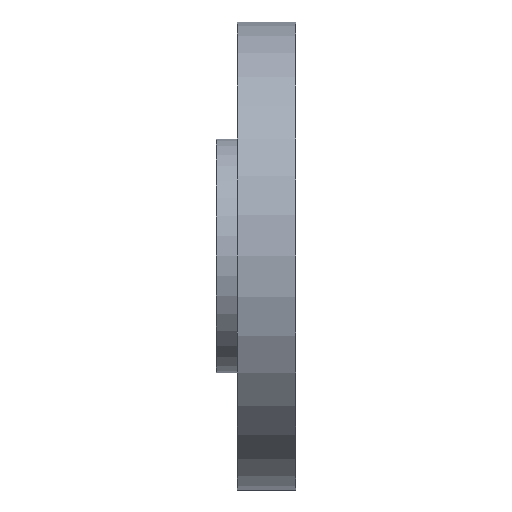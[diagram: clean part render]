
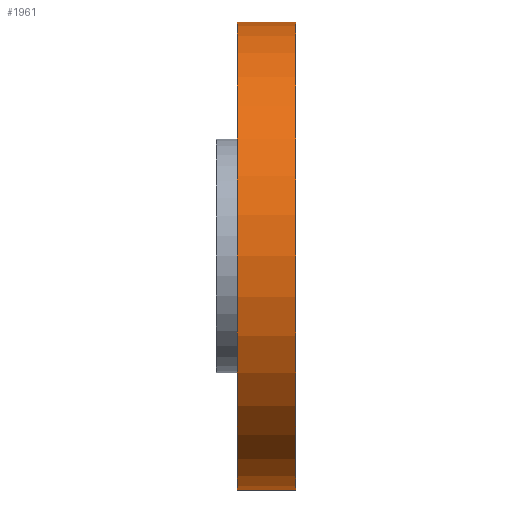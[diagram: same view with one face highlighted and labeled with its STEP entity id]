
A CAD part, left-side view. The second image highlights one B-rep face of the part: STEP entity #1961.
In plain terms, the highlighted cylindrical face has radius 12.696 mm (diameter 25.392 mm), a partial arc.
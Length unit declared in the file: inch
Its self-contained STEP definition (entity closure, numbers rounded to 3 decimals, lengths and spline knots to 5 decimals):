
#67 = VERTEX_POINT ( 'NONE', #239 ) ;
#181 = VECTOR ( 'NONE', #741, 39.37008 ) ;
#239 = CARTESIAN_POINT ( 'NONE',  ( 0., 0.125, 0.49985 ) ) ;
#273 = EDGE_LOOP ( 'NONE', ( #1044, #793, #331, #1514 ) ) ;
#331 = ORIENTED_EDGE ( 'NONE', *, *, #1689, .T. ) ;
#466 = VERTEX_POINT ( 'NONE', #1550 ) ;
#667 = DIRECTION ( 'NONE',  ( 0., 0., 1. ) ) ;
#729 = LINE ( 'NONE', #1905, #181 ) ;
#741 = DIRECTION ( 'NONE',  ( 0., -1., 0. ) ) ;
#769 = VERTEX_POINT ( 'NONE', #869 ) ;
#793 = ORIENTED_EDGE ( 'NONE', *, *, #1239, .F. ) ;
#869 = CARTESIAN_POINT ( 'NONE',  ( 0., 0., 0.49985 ) ) ;
#923 = CARTESIAN_POINT ( 'NONE',  ( 0., 0., 0. ) ) ;
#928 = CARTESIAN_POINT ( 'NONE',  ( 0., 0.125, 0. ) ) ;
#959 = EDGE_CURVE ( 'NONE', #1338, #769, #1287, .T. ) ;
#1044 = ORIENTED_EDGE ( 'NONE', *, *, #2409, .F. ) ;
#1072 = DIRECTION ( 'NONE',  ( 0., 1., 0. ) ) ;
#1103 = FACE_OUTER_BOUND ( 'NONE', #273, .T. ) ;
#1126 = DIRECTION ( 'NONE',  ( 0., 0., 1. ) ) ;
#1168 = DIRECTION ( 'NONE',  ( 0., 0., -1. ) ) ;
#1239 = EDGE_CURVE ( 'NONE', #466, #67, #2282, .T. ) ;
#1287 = CIRCLE ( 'NONE', #1660, 0.49985 ) ;
#1338 = VERTEX_POINT ( 'NONE', #1413 ) ;
#1413 = CARTESIAN_POINT ( 'NONE',  ( 0., 0., -0.49985 ) ) ;
#1514 = ORIENTED_EDGE ( 'NONE', *, *, #959, .T. ) ;
#1550 = CARTESIAN_POINT ( 'NONE',  ( 0., 0.125, -0.49985 ) ) ;
#1660 = AXIS2_PLACEMENT_3D ( 'NONE', #923, #2268, #1126 ) ;
#1689 = EDGE_CURVE ( 'NONE', #466, #1338, #1713, .T. ) ;
#1713 = LINE ( 'NONE', #1788, #1783 ) ;
#1734 = DIRECTION ( 'NONE',  ( 0., -1., 0. ) ) ;
#1762 = AXIS2_PLACEMENT_3D ( 'NONE', #2470, #2299, #1168 ) ;
#1783 = VECTOR ( 'NONE', #1734, 39.37008 ) ;
#1788 = CARTESIAN_POINT ( 'NONE',  ( 0., 0.125, -0.49985 ) ) ;
#1905 = CARTESIAN_POINT ( 'NONE',  ( 0., 0.125, 0.49985 ) ) ;
#1961 = ADVANCED_FACE ( 'NONE', ( #1103 ), #2071, .T. ) ;
#1991 = AXIS2_PLACEMENT_3D ( 'NONE', #928, #1072, #667 ) ;
#2071 = CYLINDRICAL_SURFACE ( 'NONE', #1762, 0.49985 ) ;
#2268 = DIRECTION ( 'NONE',  ( 0., 1., 0. ) ) ;
#2282 = CIRCLE ( 'NONE', #1991, 0.49985 ) ;
#2299 = DIRECTION ( 'NONE',  ( 0., -1., 0. ) ) ;
#2409 = EDGE_CURVE ( 'NONE', #67, #769, #729, .T. ) ;
#2470 = CARTESIAN_POINT ( 'NONE',  ( 0., 0.125, 0. ) ) ;
